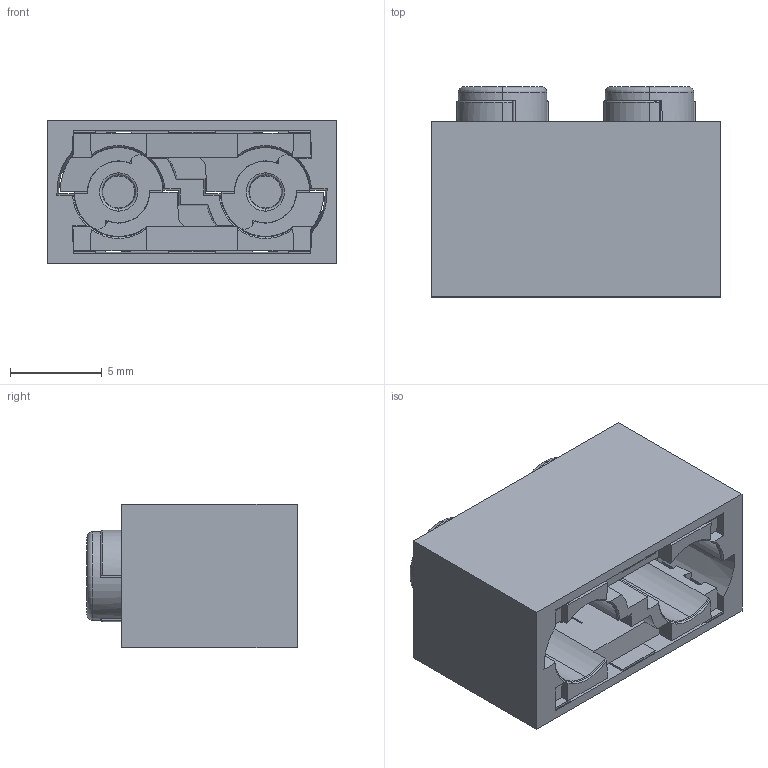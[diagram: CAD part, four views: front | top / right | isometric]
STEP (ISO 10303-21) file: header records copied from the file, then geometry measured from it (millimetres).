
FILE_DESCRIPTION (( 'STEP AP214' ), '1' );
FILE_NAME ('BuildUponsBridgeBrickCompleteV3.STEP', '2017-04-04T20:50:15', ( 'Jason' ), ( '' ), 'SwSTEP 2.0', 'SolidWorks 2013', '' );
FILE_SCHEMA (( 'AUTOMOTIVE_DESIGN' ));
Length unit declared in the file: inch
Products named in the file (3): BuildUponsBridgeMetalV3; BuildUponsBridgeBrickV3_3; BuildUponsBridgeBrickCompleteV3
Assembly tree (3 placements, depth 2):
  BuildUponsBridgeBrickCompleteV3
    BuildUponsBridgeBrickV3_3
    BuildUponsBridgeMetalV3  x2
Bounding box: 15.8 x 11.45 x 7.8 mm (x, y, z)
Volume: 773.2 mm3; surface area: 1960.7 mm2
Topology: 3 solids, 3 shells, 331 faces, 954 edges, 628 vertices
Faces by surface type: plane 187, cone 58, cylinder 58, torus 20, bspline 8
Entity records: 7579 total; most frequent: CARTESIAN_POINT 1892, ORIENTED_EDGE 1256, DIRECTION 1091, EDGE_CURVE 628, VERTEX_POINT 413, LINE 375, VECTOR 375, AXIS2_PLACEMENT_3D 358
